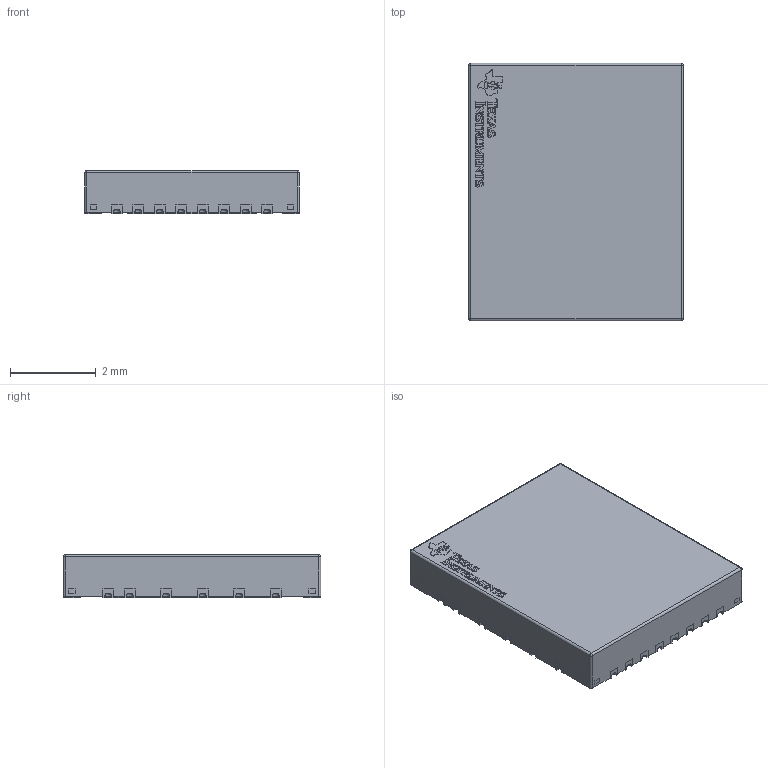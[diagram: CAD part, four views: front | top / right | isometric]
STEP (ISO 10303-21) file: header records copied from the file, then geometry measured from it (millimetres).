
FILE_DESCRIPTION(/* description */ (''),/* implementation_level */ '2;1');
FILE_NAME(/* name */ 'NLG0028A.stp',/* time_stamp */ '2024-02-07T22:47:02+02:00',/* author */ ('thall'),/* organization */ (''),/* preprocessor_version */ 'ST-DEVELOPER v18.1',/* originating_system */ 'Autodesk Inventor 2021',/* authorisation */ '');
FILE_SCHEMA (('AUTOMOTIVE_DESIGN { 1 0 10303 214 3 1 1 }'));
Length unit declared in the file: millimetre
Products named in the file (4): NLG0028A; Package; Pins; Logo
Assembly tree (3 placements, depth 2):
  NLG0028A
    Package
    Pins
    Logo
Bounding box: 5 x 6 x 1 mm (x, y, z)
Volume: 29.6 mm3; surface area: 128 mm2
Topology: 52 solids, 52 shells, 1063 faces, 2806 edges, 1848 vertices
Faces by surface type: plane 677, bspline 194, cylinder 188, sphere 4
Entity records: 35246 total; most frequent: CARTESIAN_POINT 9570, ORIENTED_EDGE 5612, DIRECTION 4646, EDGE_CURVE 2806, LINE 2070, VECTOR 2070, VERTEX_POINT 1848, AXIS2_PLACEMENT_3D 1288
